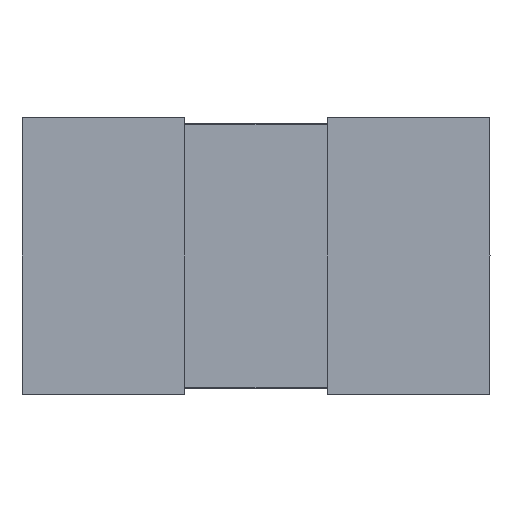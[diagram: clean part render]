
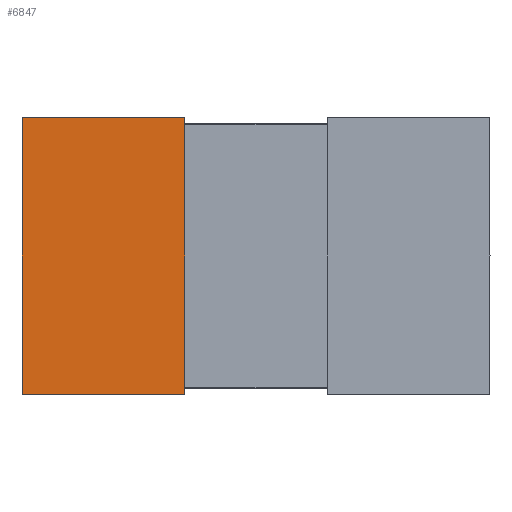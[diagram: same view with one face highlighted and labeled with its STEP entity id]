
A CAD part, front view. The second image highlights one B-rep face of the part: STEP entity #6847.
In plain terms, the highlighted planar face has unit normal (0, -1, 0).
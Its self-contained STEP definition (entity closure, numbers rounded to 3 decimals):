
#11 = ORIENTED_EDGE ( 'NONE', *, *, #6765, .F. ) ;
#26 = EDGE_LOOP ( 'NONE', ( #3765, #4981, #4890, #11 ) ) ;
#358 = VECTOR ( 'NONE', #2967, 1000. ) ;
#433 = CARTESIAN_POINT ( 'NONE',  ( -2.875, 0., -1.7 ) ) ;
#464 = CARTESIAN_POINT ( 'NONE',  ( -2.875, 0., 1.7 ) ) ;
#691 = VERTEX_POINT ( 'NONE', #1662 ) ;
#964 = FACE_OUTER_BOUND ( 'NONE', #26, .T. ) ;
#1327 = EDGE_CURVE ( 'NONE', #3750, #6053, #1849, .T. ) ;
#1662 = CARTESIAN_POINT ( 'NONE',  ( -2.875, 0., -1.7 ) ) ;
#1849 = LINE ( 'NONE', #1941, #358 ) ;
#1941 = CARTESIAN_POINT ( 'NONE',  ( -0.875, 0., -1.7 ) ) ;
#2300 = VECTOR ( 'NONE', #6603, 1000. ) ;
#2489 = DIRECTION ( 'NONE',  ( 0., 0., 1. ) ) ;
#2675 = EDGE_CURVE ( 'NONE', #691, #3632, #5501, .T. ) ;
#2676 = AXIS2_PLACEMENT_3D ( 'NONE', #3392, #6225, #6698 ) ;
#2729 = CARTESIAN_POINT ( 'NONE',  ( -0.875, 0., -1.7 ) ) ;
#2774 = PLANE ( 'NONE',  #2676 ) ;
#2967 = DIRECTION ( 'NONE',  ( 0., 0., -1. ) ) ;
#3291 = CARTESIAN_POINT ( 'NONE',  ( -2.875, 0., 1.7 ) ) ;
#3392 = CARTESIAN_POINT ( 'NONE',  ( 0., 0., 0. ) ) ;
#3632 = VERTEX_POINT ( 'NONE', #464 ) ;
#3750 = VERTEX_POINT ( 'NONE', #6707 ) ;
#3765 = ORIENTED_EDGE ( 'NONE', *, *, #2675, .F. ) ;
#3824 = VECTOR ( 'NONE', #2489, 1000. ) ;
#4784 = CARTESIAN_POINT ( 'NONE',  ( -2.875, 0., -1.7 ) ) ;
#4890 = ORIENTED_EDGE ( 'NONE', *, *, #1327, .F. ) ;
#4981 = ORIENTED_EDGE ( 'NONE', *, *, #7254, .F. ) ;
#5275 = LINE ( 'NONE', #3291, #2300 ) ;
#5416 = DIRECTION ( 'NONE',  ( -1., 0., 0. ) ) ;
#5441 = VECTOR ( 'NONE', #5416, 1000. ) ;
#5501 = LINE ( 'NONE', #4784, #3824 ) ;
#6053 = VERTEX_POINT ( 'NONE', #2729 ) ;
#6225 = DIRECTION ( 'NONE',  ( 0., 1., 0. ) ) ;
#6603 = DIRECTION ( 'NONE',  ( 1., 0., 0. ) ) ;
#6698 = DIRECTION ( 'NONE',  ( 0., 0., 1. ) ) ;
#6707 = CARTESIAN_POINT ( 'NONE',  ( -0.875, 0., 1.7 ) ) ;
#6765 = EDGE_CURVE ( 'NONE', #3632, #3750, #5275, .T. ) ;
#6847 = ADVANCED_FACE ( 'NONE', ( #964 ), #2774, .F. ) ;
#6951 = LINE ( 'NONE', #433, #5441 ) ;
#7254 = EDGE_CURVE ( 'NONE', #6053, #691, #6951, .T. ) ;
